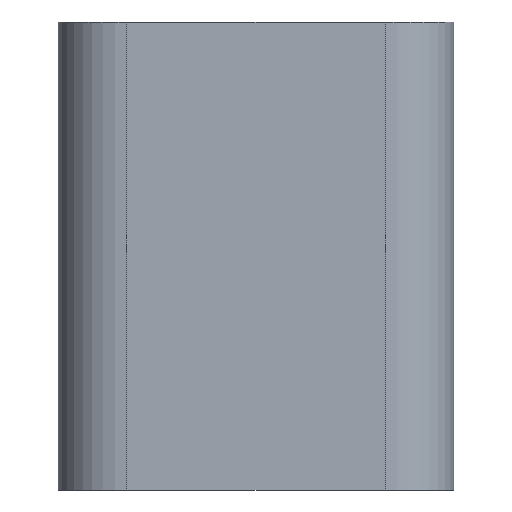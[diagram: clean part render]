
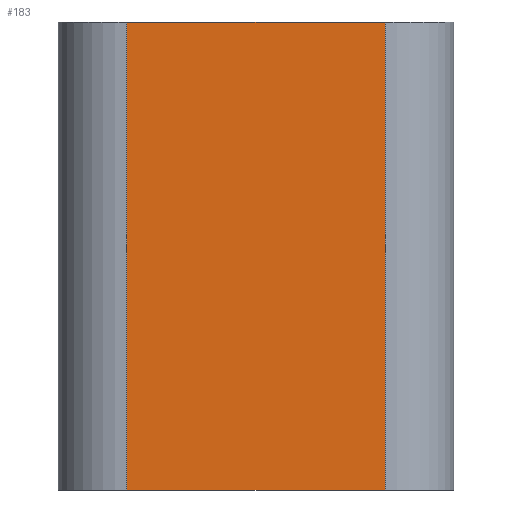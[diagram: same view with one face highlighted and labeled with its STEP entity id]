
A CAD part, front view. The second image highlights one B-rep face of the part: STEP entity #183.
In plain terms, the highlighted planar face has unit normal (0, -1, 0).
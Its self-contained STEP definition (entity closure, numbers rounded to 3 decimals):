
#20=PLANE('',#213);
#29=FACE_OUTER_BOUND('',#39,.T.);
#39=EDGE_LOOP('',(#149,#150,#151,#152));
#57=LINE('',#312,#73);
#58=LINE('',#315,#74);
#59=LINE('',#317,#75);
#60=LINE('',#318,#76);
#73=VECTOR('',#257,10.);
#74=VECTOR('',#260,10.);
#75=VECTOR('',#261,10.);
#76=VECTOR('',#262,10.);
#97=VERTEX_POINT('',#308);
#98=VERTEX_POINT('',#310);
#99=VERTEX_POINT('',#314);
#100=VERTEX_POINT('',#316);
#119=EDGE_CURVE('',#97,#98,#57,.T.);
#120=EDGE_CURVE('',#99,#97,#58,.T.);
#121=EDGE_CURVE('',#100,#98,#59,.T.);
#122=EDGE_CURVE('',#99,#100,#60,.T.);
#149=ORIENTED_EDGE('',*,*,#120,.T.);
#150=ORIENTED_EDGE('',*,*,#119,.T.);
#151=ORIENTED_EDGE('',*,*,#121,.F.);
#152=ORIENTED_EDGE('',*,*,#122,.F.);
#183=ADVANCED_FACE('',(#29),#20,.T.);
#213=AXIS2_PLACEMENT_3D('',#313,#258,#259);
#257=DIRECTION('',(0.,0.,1.));
#258=DIRECTION('center_axis',(0.,-1.,0.));
#259=DIRECTION('ref_axis',(1.,0.,0.));
#260=DIRECTION('',(1.,0.,0.));
#261=DIRECTION('',(1.,0.,0.));
#262=DIRECTION('',(0.,0.,1.));
#308=CARTESIAN_POINT('',(7.06,-2.81,0.));
#310=CARTESIAN_POINT('',(7.06,-2.81,10.45));
#312=CARTESIAN_POINT('',(7.06,-2.81,0.));
#313=CARTESIAN_POINT('Origin',(1.28,-2.81,0.));
#314=CARTESIAN_POINT('',(1.28,-2.81,0.));
#315=CARTESIAN_POINT('',(1.28,-2.81,0.));
#316=CARTESIAN_POINT('',(1.28,-2.81,10.45));
#317=CARTESIAN_POINT('',(1.28,-2.81,10.45));
#318=CARTESIAN_POINT('',(1.28,-2.81,0.));
